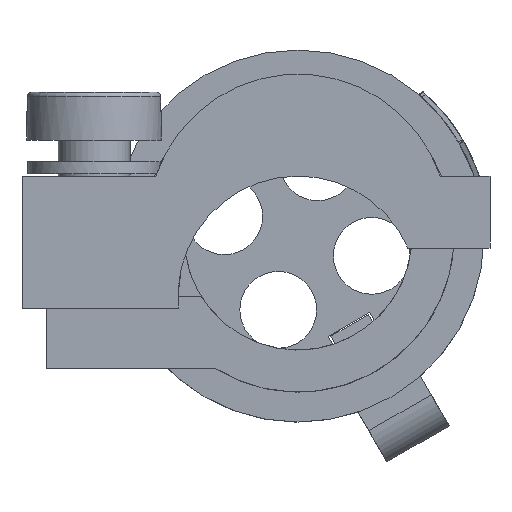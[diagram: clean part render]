
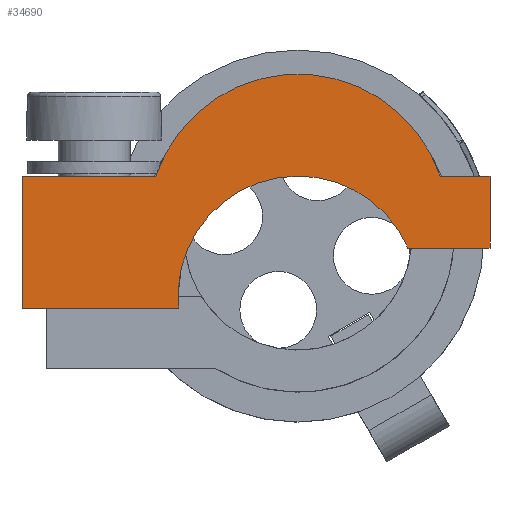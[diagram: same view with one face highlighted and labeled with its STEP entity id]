
A CAD part, left-side view. The second image highlights one B-rep face of the part: STEP entity #34690.
In plain terms, the highlighted planar face has unit normal (-1, 0, 0).
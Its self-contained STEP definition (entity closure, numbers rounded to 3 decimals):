
#31200=CARTESIAN_POINT('',(-46.5,4.975,-3.));
#31210=VERTEX_POINT('',#31200);
#31240=CARTESIAN_POINT('',(-46.5,0.,-2.5));
#31250=DIRECTION('',(1.,0.,0.));
#31260=DIRECTION('',(0.,0.917,-0.4));
#31270=AXIS2_PLACEMENT_3D('',#31240,#31250,#31260);
#31280=CIRCLE('',#31270,5.);
#31290=CARTESIAN_POINT('',(-46.5,-4.583,-0.5));
#31300=VERTEX_POINT('',#31290);
#31310=EDGE_CURVE('',#31210,#31300,#31280,.T.);
#31680=CARTESIAN_POINT('',(-46.5,-4.583,-0.5));
#31690=DIRECTION('',(0.,-1.,0.));
#31700=VECTOR('',#31690,3.417);
#31710=LINE('',#31680,#31700);
#31720=CARTESIAN_POINT('',(-46.5,-8.,-0.5));
#31730=VERTEX_POINT('',#31720);
#31740=EDGE_CURVE('',#31300,#31730,#31710,.T.);
#32100=CARTESIAN_POINT('',(-46.5,-8.,-0.5));
#32110=DIRECTION('',(0.,0.,1.));
#32120=VECTOR('',#32110,3.);
#32130=LINE('',#32100,#32120);
#32140=CARTESIAN_POINT('',(-46.5,-8.,2.5));
#32150=VERTEX_POINT('',#32140);
#32160=EDGE_CURVE('',#31730,#32150,#32130,.T.);
#32410=CARTESIAN_POINT('',(-46.5,-8.,2.5));
#32420=DIRECTION('',(0.,1.,0.));
#32430=VECTOR('',#32420,2.079);
#32440=LINE('',#32410,#32430);
#32450=CARTESIAN_POINT('',(-46.5,-5.921,2.5));
#32460=VERTEX_POINT('',#32450);
#32470=EDGE_CURVE('',#32150,#32460,#32440,.T.);
#32720=CARTESIAN_POINT('',(-46.5,0.,0.5));
#32730=DIRECTION('',(-1.,0.,0.));
#32740=DIRECTION('',(0.,-0.947,0.32));
#32750=AXIS2_PLACEMENT_3D('',#32720,#32730,#32740);
#32760=CIRCLE('',#32750,6.25);
#32770=CARTESIAN_POINT('',(-46.5,5.921,2.5));
#32780=VERTEX_POINT('',#32770);
#32790=EDGE_CURVE('',#32460,#32780,#32760,.T.);
#33460=CARTESIAN_POINT('',(-46.5,5.921,2.5));
#33470=DIRECTION('',(0.,1.,0.));
#33480=VECTOR('',#33470,5.579);
#33490=LINE('',#33460,#33480);
#33500=CARTESIAN_POINT('',(-46.5,11.5,2.5));
#33510=VERTEX_POINT('',#33500);
#33520=EDGE_CURVE('',#32780,#33510,#33490,.T.);
#33820=CARTESIAN_POINT('',(-46.5,11.5,2.5));
#33830=DIRECTION('',(0.,0.,-1.));
#33840=VECTOR('',#33830,5.5);
#33850=LINE('',#33820,#33840);
#33860=CARTESIAN_POINT('',(-46.5,11.5,-3.));
#33870=VERTEX_POINT('',#33860);
#33880=EDGE_CURVE('',#33510,#33870,#33850,.T.);
#34270=CARTESIAN_POINT('',(-46.5,11.5,-3.));
#34280=DIRECTION('',(0.,-1.,0.));
#34290=VECTOR('',#34280,6.525);
#34300=LINE('',#34270,#34290);
#34310=EDGE_CURVE('',#33870,#31210,#34300,.T.);
#34540=CARTESIAN_POINT('',(-46.5,2.099,1.537));
#34550=DIRECTION('',(1.,-0.,0.));
#34560=DIRECTION('',(0.,0.,-1.));
#34570=AXIS2_PLACEMENT_3D('',#34540,#34550,#34560);
#34580=PLANE('',#34570);
#34590=ORIENTED_EDGE('',*,*,#33880,.T.);
#34600=ORIENTED_EDGE('',*,*,#33520,.T.);
#34610=ORIENTED_EDGE('',*,*,#32790,.T.);
#34620=ORIENTED_EDGE('',*,*,#32470,.T.);
#34630=ORIENTED_EDGE('',*,*,#32160,.T.);
#34640=ORIENTED_EDGE('',*,*,#31740,.T.);
#34650=ORIENTED_EDGE('',*,*,#31310,.T.);
#34660=ORIENTED_EDGE('',*,*,#34310,.T.);
#34670=EDGE_LOOP('',(#34660,#34650,#34640,#34630,#34620,#34610,#34600,
#34590));
#34680=FACE_OUTER_BOUND('',#34670,.T.);
#34690=ADVANCED_FACE('',(#34680),#34580,.F.);
